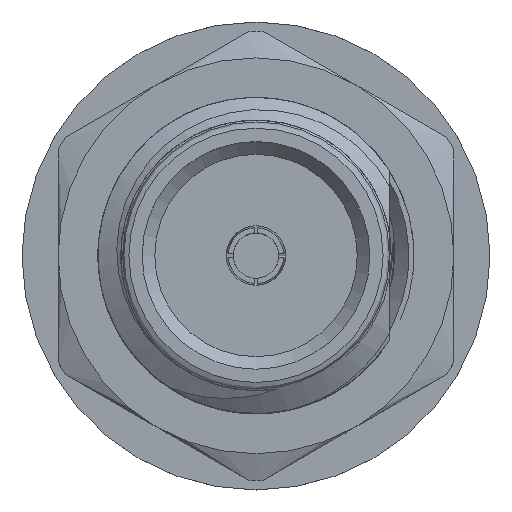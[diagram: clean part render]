
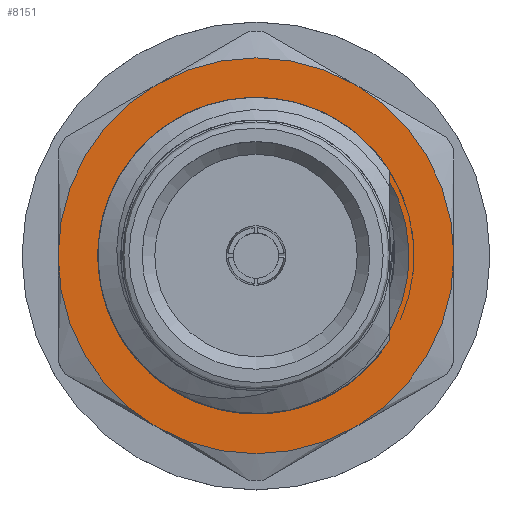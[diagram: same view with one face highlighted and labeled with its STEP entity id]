
A CAD part, top view. The second image highlights one B-rep face of the part: STEP entity #8151.
In plain terms, the highlighted face is planar.
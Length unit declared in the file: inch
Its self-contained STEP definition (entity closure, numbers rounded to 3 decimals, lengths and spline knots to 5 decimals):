
#380 = CIRCLE ( 'NONE', #11223, 0.1565 ) ;
#1790 = DIRECTION ( 'NONE',  ( 0., 0.5, -0.866 ) ) ;
#2210 = VERTEX_POINT ( 'NONE', #37523 ) ;
#2618 = CARTESIAN_POINT ( 'NONE',  ( 0.215, -0.06457, 0.10323 ) ) ;
#3289 = DIRECTION ( 'NONE',  ( -1., 0., 0. ) ) ;
#3849 = CARTESIAN_POINT ( 'NONE',  ( 0.215, 0., 0. ) ) ;
#4637 = CARTESIAN_POINT ( 'NONE',  ( 0.215, 0., 0. ) ) ;
#4797 = FACE_OUTER_BOUND ( 'NONE', #31767, .T. ) ;
#5028 = CARTESIAN_POINT ( 'NONE',  ( 0.215, -0.10457, -0.06438 ) ) ;
#5379 = DIRECTION ( 'NONE',  ( -1., 0., 0. ) ) ;
#5590 = ORIENTED_EDGE ( 'NONE', *, *, #22430, .T. ) ;
#5928 = ORIENTED_EDGE ( 'NONE', *, *, #19293, .T. ) ;
#6220 = CARTESIAN_POINT ( 'NONE',  ( 0.215, -0.10499, 0.06783 ) ) ;
#8151 = ADVANCED_FACE ( 'NONE', ( #4797, #29060 ), #14150, .T. ) ;
#8229 = CARTESIAN_POINT ( 'NONE',  ( 0.215, 0., 0. ) ) ;
#8369 = AXIS2_PLACEMENT_3D ( 'NONE', #4637, #17189, #34877 ) ;
#9384 = DIRECTION ( 'NONE',  ( 0., 0.5, -0.866 ) ) ;
#9510 = ORIENTED_EDGE ( 'NONE', *, *, #39186, .T. ) ;
#10012 = VERTEX_POINT ( 'NONE', #14673 ) ;
#10996 = CARTESIAN_POINT ( 'NONE',  ( 0.215, -0.12202, -0.02715 ) ) ;
#11223 = AXIS2_PLACEMENT_3D ( 'NONE', #36214, #30650, #15550 ) ;
#11813 = EDGE_CURVE ( 'NONE', #20130, #18654, #380, .T. ) ;
#13325 = CARTESIAN_POINT ( 'NONE',  ( 0.215, -0.13553, -0.07825 ) ) ;
#13473 = ORIENTED_EDGE ( 'NONE', *, *, #22924, .T. ) ;
#13550 = AXIS2_PLACEMENT_3D ( 'NONE', #30552, #3289, #23992 ) ;
#13797 = CARTESIAN_POINT ( 'NONE',  ( 0.215, -0.11913, -0.03717 ) ) ;
#13853 = CIRCLE ( 'NONE', #25907, 0.12102 ) ;
#14150 = PLANE ( 'NONE',  #21209 ) ;
#14521 = CARTESIAN_POINT ( 'NONE',  ( 0.215, 0., 0. ) ) ;
#14673 = CARTESIAN_POINT ( 'NONE',  ( 0.215, -0.09085, -0.07995 ) ) ;
#14793 = VERTEX_POINT ( 'NONE', #32773 ) ;
#15550 = DIRECTION ( 'NONE',  ( 0., 0.5, -0.866 ) ) ;
#16024 = AXIS2_PLACEMENT_3D ( 'NONE', #30563, #23802, #21019 ) ;
#16812 = AXIS2_PLACEMENT_3D ( 'NONE', #8229, #20374, #32495 ) ;
#16983 = CARTESIAN_POINT ( 'NONE',  ( 0.215, -0.11505, -0.04661 ) ) ;
#17189 = DIRECTION ( 'NONE',  ( -1., 0., 0. ) ) ;
#17359 = VERTEX_POINT ( 'NONE', #31728 ) ;
#17421 = ORIENTED_EDGE ( 'NONE', *, *, #25718, .T. ) ;
#18165 = CARTESIAN_POINT ( 'NONE',  ( 0.215, -0.05485, 0.10787 ) ) ;
#18654 = VERTEX_POINT ( 'NONE', #13325 ) ;
#19153 = EDGE_CURVE ( 'NONE', #28924, #17359, #38246, .T. ) ;
#19293 = EDGE_CURVE ( 'NONE', #2210, #36711, #25527, .T. ) ;
#19382 = DIRECTION ( 'NONE',  ( 0., 0.5, -0.866 ) ) ;
#19747 = ORIENTED_EDGE ( 'NONE', *, *, #30013, .T. ) ;
#19862 = CARTESIAN_POINT ( 'NONE',  ( 0.215, -0.05485, 0.10787 ) ) ;
#20130 = VERTEX_POINT ( 'NONE', #35402 ) ;
#20374 = DIRECTION ( 'NONE',  ( -1., 0., 0. ) ) ;
#20451 = AXIS2_PLACEMENT_3D ( 'NONE', #3849, #28122, #19382 ) ;
#20746 = CARTESIAN_POINT ( 'NONE',  ( 0.215, -0.07383, 0.09762 ) ) ;
#21019 = DIRECTION ( 'NONE',  ( 0., 0.5, -0.866 ) ) ;
#21209 = AXIS2_PLACEMENT_3D ( 'NONE', #26275, #5379, #1790 ) ;
#22419 = B_SPLINE_CURVE_WITH_KNOTS ( 'NONE', 3,
 ( #18165, #32679, #2618, #20746, #33470, #24122, #30288, #6220 ),
 .UNSPECIFIED., .F., .F.,
 ( 4, 2, 2, 4 ),
 ( 0.00139, 0.0018, 0.00221, 0.00303 ),
 .UNSPECIFIED. ) ;
#22430 = EDGE_CURVE ( 'NONE', #23940, #17359, #22419, .T. ) ;
#22924 = EDGE_CURVE ( 'NONE', #18654, #14793, #33161, .T. ) ;
#23802 = DIRECTION ( 'NONE',  ( -1., 0., 0. ) ) ;
#23940 = VERTEX_POINT ( 'NONE', #19862 ) ;
#23992 = DIRECTION ( 'NONE',  ( 0., 0.5, -0.866 ) ) ;
#24122 = CARTESIAN_POINT ( 'NONE',  ( 0.215, -0.09101, 0.08435 ) ) ;
#24855 = EDGE_CURVE ( 'NONE', #28924, #10012, #37554, .T. ) ;
#25527 = CIRCLE ( 'NONE', #8369, 0.1565 ) ;
#25718 = EDGE_CURVE ( 'NONE', #14793, #2210, #27455, .T. ) ;
#25907 = AXIS2_PLACEMENT_3D ( 'NONE', #14521, #30418, #36580 ) ;
#26275 = CARTESIAN_POINT ( 'NONE',  ( 0.215, 0., 0. ) ) ;
#26311 = CARTESIAN_POINT ( 'NONE',  ( 0.215, -0.09085, -0.07995 ) ) ;
#27455 = CIRCLE ( 'NONE', #36950, 0.1565 ) ;
#27599 = ORIENTED_EDGE ( 'NONE', *, *, #34334, .T. ) ;
#28122 = DIRECTION ( 'NONE',  ( -1., 0., 0. ) ) ;
#28924 = VERTEX_POINT ( 'NONE', #31862 ) ;
#29060 = FACE_BOUND ( 'NONE', #36461, .T. ) ;
#29290 = CARTESIAN_POINT ( 'NONE',  ( 0.215, -0.09813, -0.07269 ) ) ;
#30013 = EDGE_CURVE ( 'NONE', #10012, #23940, #13853, .T. ) ;
#30288 = CARTESIAN_POINT ( 'NONE',  ( 0.215, -0.0985, 0.0766 ) ) ;
#30418 = DIRECTION ( 'NONE',  ( 1., 0., 0. ) ) ;
#30552 = CARTESIAN_POINT ( 'NONE',  ( 0.215, 0., 0. ) ) ;
#30563 = CARTESIAN_POINT ( 'NONE',  ( 0.215, 0., 0. ) ) ;
#30650 = DIRECTION ( 'NONE',  ( -1., 0., 0. ) ) ;
#31728 = CARTESIAN_POINT ( 'NONE',  ( 0.215, -0.10499, 0.06783 ) ) ;
#31767 = EDGE_LOOP ( 'NONE', ( #27599, #35726, #13473, #17421, #5928, #9510 ) ) ;
#31862 = CARTESIAN_POINT ( 'NONE',  ( 0.215, -0.12202, -0.02715 ) ) ;
#31953 = CIRCLE ( 'NONE', #13550, 0.1565 ) ;
#32342 = VERTEX_POINT ( 'NONE', #36816 ) ;
#32495 = DIRECTION ( 'NONE',  ( 0., 0.5, -0.866 ) ) ;
#32679 = CARTESIAN_POINT ( 'NONE',  ( 0.215, -0.05979, 0.10572 ) ) ;
#32773 = CARTESIAN_POINT ( 'NONE',  ( 0.215, -0.13553, 0.07825 ) ) ;
#33161 = CIRCLE ( 'NONE', #16024, 0.1565 ) ;
#33470 = CARTESIAN_POINT ( 'NONE',  ( 0.215, -0.07833, 0.09448 ) ) ;
#33829 = CARTESIAN_POINT ( 'NONE',  ( 0.215, 0., 0. ) ) ;
#34334 = EDGE_CURVE ( 'NONE', #32342, #20130, #37743, .T. ) ;
#34877 = DIRECTION ( 'NONE',  ( 0., 0.5, -0.866 ) ) ;
#35292 = CARTESIAN_POINT ( 'NONE',  ( 0.215, 0.13553, 0.07825 ) ) ;
#35402 = CARTESIAN_POINT ( 'NONE',  ( 0.215, 0., -0.1565 ) ) ;
#35726 = ORIENTED_EDGE ( 'NONE', *, *, #11813, .T. ) ;
#36214 = CARTESIAN_POINT ( 'NONE',  ( 0.215, 0., 0. ) ) ;
#36461 = EDGE_LOOP ( 'NONE', ( #37105, #37323, #19747, #5590 ) ) ;
#36580 = DIRECTION ( 'NONE',  ( 0., 0.5, -0.866 ) ) ;
#36630 = DIRECTION ( 'NONE',  ( -1., 0., 0. ) ) ;
#36711 = VERTEX_POINT ( 'NONE', #35292 ) ;
#36816 = CARTESIAN_POINT ( 'NONE',  ( 0.215, 0.13553, -0.07825 ) ) ;
#36950 = AXIS2_PLACEMENT_3D ( 'NONE', #33829, #36630, #9384 ) ;
#37105 = ORIENTED_EDGE ( 'NONE', *, *, #19153, .F. ) ;
#37323 = ORIENTED_EDGE ( 'NONE', *, *, #24855, .T. ) ;
#37523 = CARTESIAN_POINT ( 'NONE',  ( 0.215, 0., 0.1565 ) ) ;
#37554 = B_SPLINE_CURVE_WITH_KNOTS ( 'NONE', 3,
 ( #10996, #13797, #16983, #5028, #29290, #26311 ),
 .UNSPECIFIED., .F., .F.,
 ( 4, 2, 4 ),
 ( 0., 0.00078, 0.00157 ),
 .UNSPECIFIED. ) ;
#37743 = CIRCLE ( 'NONE', #16812, 0.1565 ) ;
#38246 = CIRCLE ( 'NONE', #20451, 0.125 ) ;
#39186 = EDGE_CURVE ( 'NONE', #36711, #32342, #31953, .T. ) ;
